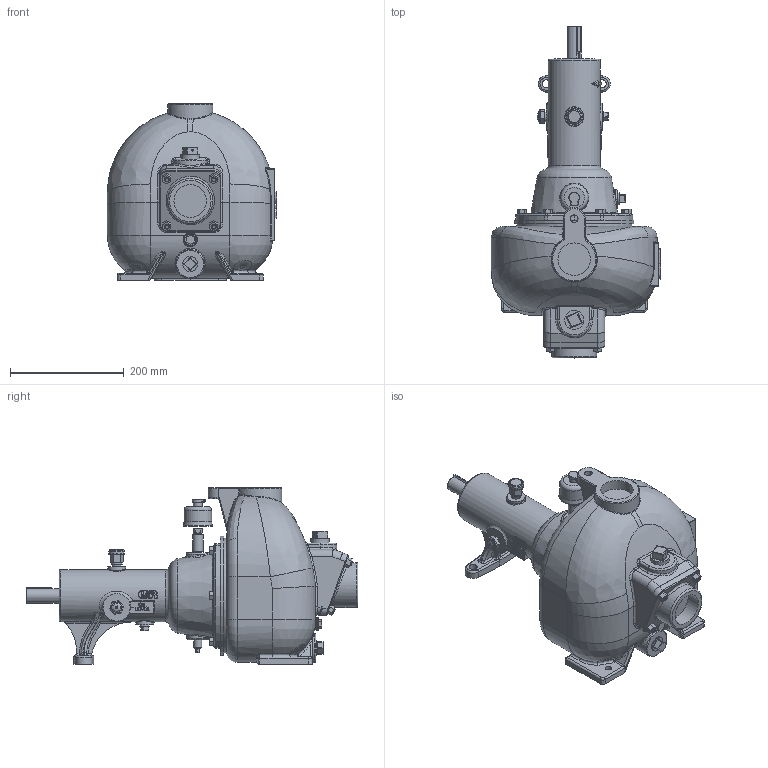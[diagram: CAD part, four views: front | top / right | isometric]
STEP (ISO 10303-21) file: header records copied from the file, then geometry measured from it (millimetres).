
FILE_DESCRIPTION(/* description */ ('Unknown'),/* implementation_level */ '2;1');
FILE_NAME(/* name */ '17746',/* time_stamp */ '2026-01-29T12:48:11-05:00',/* author */ ('KMW'),/* organization */ ('The Gorman-Rupp Company'),/* preprocessor_version */ 'ST-DEVELOPER v16.7',/* originating_system */ 'DEX',/* authorisation */ $);
FILE_SCHEMA (('CONFIG_CONTROL_DESIGN'));
Length unit declared in the file: inch
Products named in the file (1): 17746
Bounding box: 298.26 x 584.97 x 311.15 mm (x, y, z)
Volume: 14487922.1 mm3; surface area: 521177.2 mm2
Topology: 3 solids, 6 shells, 2159 faces, 5305 edges, 3187 vertices
Faces by surface type: plane 722, cylinder 576, bspline 417, torus 277, sphere 124, cone 43
Full cylindrical faces by diameter (mm): 2.032 x2, 2.612 x1, 3.175 x1, 7.938 x6, 11.112 x2, 12.7 x1, 13.259 x1, 13.376 x1, 13.716 x1, 14.224 x1, 14.287 x2, 15.57 x1, 17.475 x2, 18.288 x1, 18.849 x1, 22.225 x2, 24.345 x1, 27.432 x1, 31.75 x2, 48.514 x1, 50.8 x1, 57.379 x2, 79.248 x1, 92.075 x1, 131.826 x1, 203.2 x1, 209.55 x1
Entity records: 86590 total; most frequent: CARTESIAN_POINT 24307, ORIENTED_EDGE 10038, DIRECTION 9655, EDGE_CURVE 5019, AXIS2_PLACEMENT_3D 3736, VERTEX_POINT 3102, FACE_BOUND 2403, EDGE_LOOP 2402
